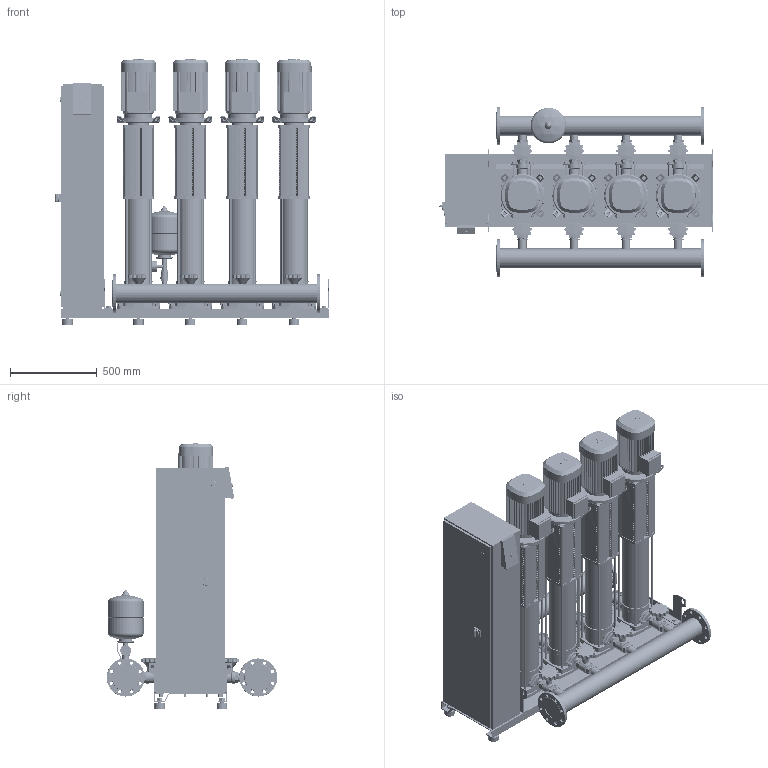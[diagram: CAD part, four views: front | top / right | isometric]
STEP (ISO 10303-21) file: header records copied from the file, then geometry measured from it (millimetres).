
FILE_DESCRIPTION((''),'2;1');
FILE_NAME('3d_SiBoostSmart4HELIXV1611-2536179.stp','2016-01-25T10:49:52',(''),(''),'Mechanical Desktop 2009','Mechanical Desktop 2009',', , ');
FILE_SCHEMA(('CONFIG_CONTROL_DESIGN'));
Length unit declared in the file: millimetre
Products named in the file (1): Product
Bounding box: 1580 x 986 x 1533.2 mm (x, y, z)
Volume: 303815547.1 mm3; surface area: 17805540.6 mm2
Topology: 217 solids, 217 shells, 8224 faces, 21908 edges, 14371 vertices
Faces by surface type: plane 3527, bspline 2437, cylinder 1790, cone 310, torus 130, sphere 30
Entity records: 273139 total; most frequent: CARTESIAN_POINT 68940, ORIENTED_EDGE 43748, DIRECTION 38918, EDGE_CURVE 21874, VECTOR 14646, LINE 14646, VERTEX_POINT 14364, AXIS2_PLACEMENT_3D 12136
